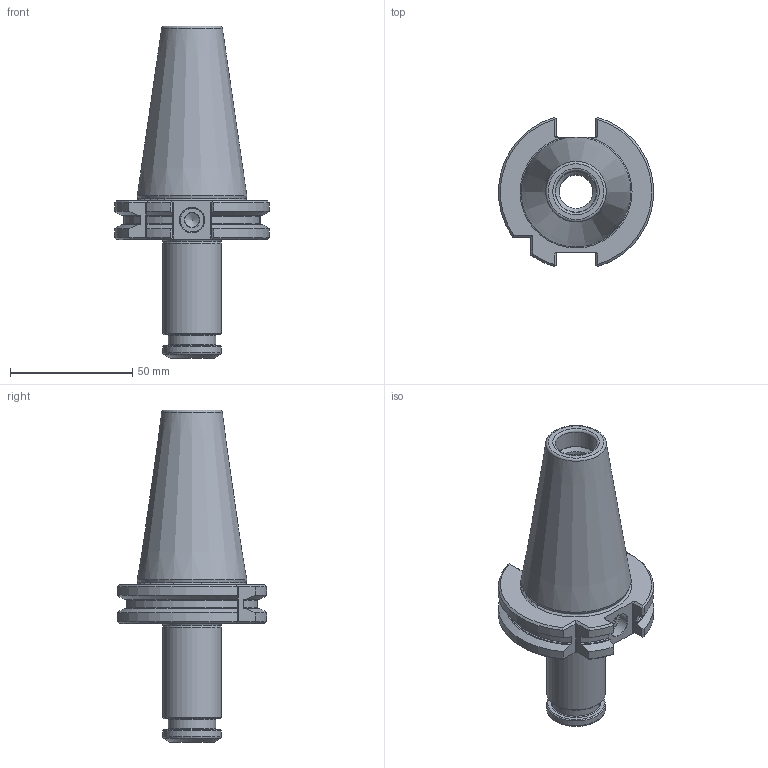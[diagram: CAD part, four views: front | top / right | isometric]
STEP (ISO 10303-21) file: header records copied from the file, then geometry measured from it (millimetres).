
FILE_DESCRIPTION(/* description */ (''),/* implementation_level */ '2;1');
FILE_NAME(/* name */ '224071533.stp',/* time_stamp */ '2021-01-12T12:30:30',/* author */ ('LRA'),/* organization */ ('REGO-FIX'),/* preprocessor_version */ ' Unknown',/* originating_system */ 'SIEMENS PLM Software Solid Edge ST10',/* authorization */ 'Unknown');
FILE_SCHEMA (('AUTOMOTIVE_DESIGN { 1 0 10303 214 2 1 1}'));
Length unit declared in the file: millimetre
Products named in the file (1): NOCUT
Bounding box: 63.35 x 61.01 x 135.75 mm (x, y, z)
Volume: 111436.2 mm3; surface area: 26568.4 mm2
Topology: 1 solids, 1 shells, 128 faces, 342 edges, 217 vertices
Faces by surface type: plane 43, cylinder 41, cone 30, torus 14
Full cylindrical faces by diameter (mm): 3.5 x5, 6 x1, 10 x1, 13.835 x2, 15 x1, 17 x1, 19.5 x1, 24 x2
Entity records: 4680 total; most frequent: CARTESIAN_POINT 868, DIRECTION 585, ORIENTED_EDGE 570, EDGE_CURVE 285, AXIS2_PLACEMENT_3D 241, VERTEX_POINT 206, FACE_BOUND 177, EDGE_LOOP 171
